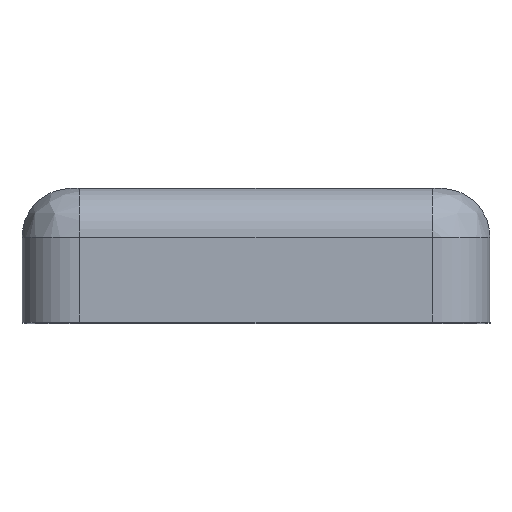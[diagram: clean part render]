
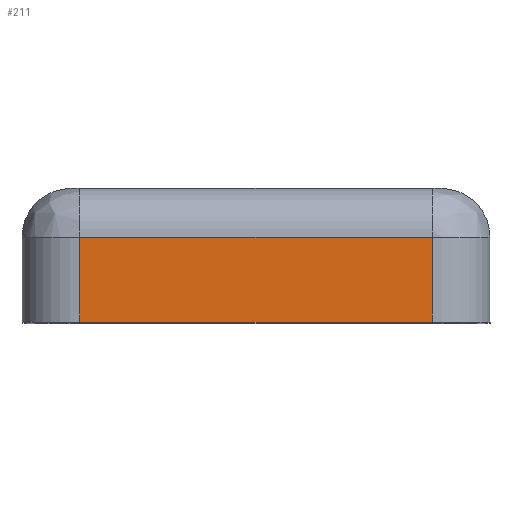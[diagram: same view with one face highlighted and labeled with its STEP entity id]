
A CAD part, top view. The second image highlights one B-rep face of the part: STEP entity #211.
In plain terms, the highlighted planar face has unit normal (0, 0, 1).
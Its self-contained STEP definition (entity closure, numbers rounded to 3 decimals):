
#211 = ADVANCED_FACE( 'NONE', ( #425 ), #426, .T. );
#425 = FACE_OUTER_BOUND( '', #806, .T. );
#426 = PLANE( '', #807 );
#806 = EDGE_LOOP( '', ( #1366, #1367, #1368, #1369 ) );
#807 = AXIS2_PLACEMENT_3D( '', #1370, #1371, #1372 );
#1366 = ORIENTED_EDGE( '', *, *, #1579, .T. );
#1367 = ORIENTED_EDGE( '', *, *, #1584, .F. );
#1368 = ORIENTED_EDGE( '', *, *, #1539, .F. );
#1369 = ORIENTED_EDGE( '', *, *, #1380, .T. );
#1370 = CARTESIAN_POINT( '', ( -3.95, 0., 9.65 ) );
#1371 = DIRECTION( '', ( 0., 0., 1. ) );
#1372 = DIRECTION( '', ( 1., 0., 0. ) );
#1380 = EDGE_CURVE( 'NONE', #1617, #1615, #1618, .T. );
#1539 = EDGE_CURVE( 'NONE', #1617, #1664, #1864, .T. );
#1579 = EDGE_CURVE( 'NONE', #1615, #1913, #1914, .T. );
#1584 = EDGE_CURVE( 'NONE', #1664, #1913, #1919, .T. );
#1615 = VERTEX_POINT( 'NONE', #1954 );
#1617 = VERTEX_POINT( 'NONE', #1956 );
#1618 = LINE( '', #1957, #1958 );
#1664 = VERTEX_POINT( 'NONE', #2013 );
#1864 = LINE( '', #2265, #2266 );
#1913 = VERTEX_POINT( 'NONE', #2334 );
#1914 = LINE( '', #2335, #2336 );
#1919 = LINE( '', #2342, #2343 );
#1954 = CARTESIAN_POINT( '', ( -3.95, -3., 9.65 ) );
#1956 = CARTESIAN_POINT( '', ( -3.95, -1.1, 9.65 ) );
#1957 = CARTESIAN_POINT( '', ( -3.95, 0., 9.65 ) );
#1958 = VECTOR( '', #2373, 1000. );
#2013 = CARTESIAN_POINT( '', ( 3.95, -1.1, 9.65 ) );
#2265 = CARTESIAN_POINT( '', ( -3.95, -1.1, 9.65 ) );
#2266 = VECTOR( '', #2612, 1000. );
#2334 = CARTESIAN_POINT( '', ( 3.95, -3., 9.65 ) );
#2335 = CARTESIAN_POINT( '', ( -3.95, -3., 9.65 ) );
#2336 = VECTOR( '', #2662, 1000. );
#2342 = CARTESIAN_POINT( '', ( 3.95, 0., 9.65 ) );
#2343 = VECTOR( '', #2667, 1000. );
#2373 = DIRECTION( '', ( 0., -1., 0. ) );
#2612 = DIRECTION( '', ( 1., 0., 0. ) );
#2662 = DIRECTION( '', ( 1., 0., 0. ) );
#2667 = DIRECTION( '', ( 0., -1., 0. ) );
